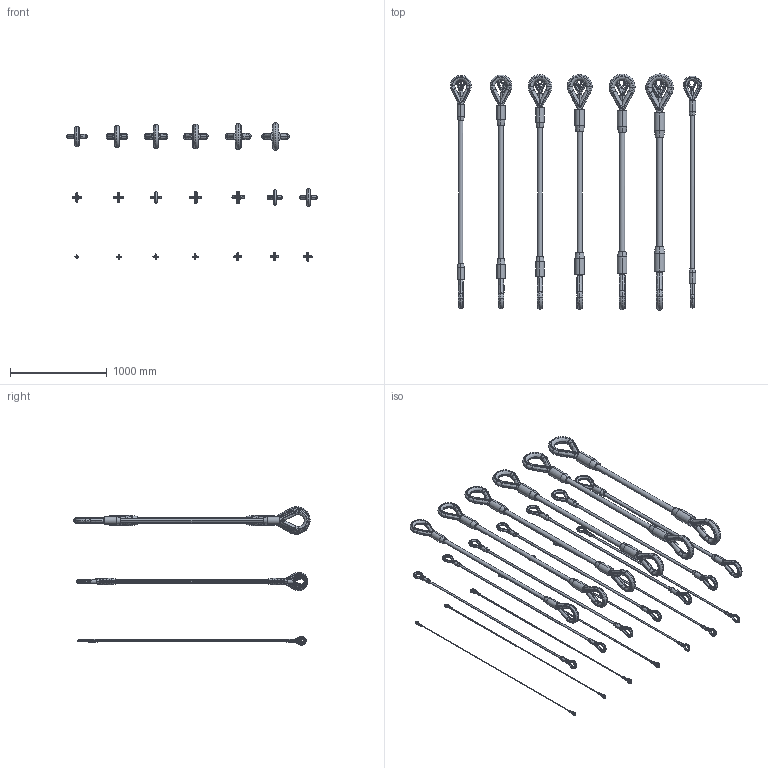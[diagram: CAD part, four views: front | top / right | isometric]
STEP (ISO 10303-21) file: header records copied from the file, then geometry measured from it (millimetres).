
FILE_DESCRIPTION(('FreeCAD Model'),'2;1');
FILE_NAME('Open CASCADE Shape Model','2025-05-05T17:24:52',('FreeCAD'),( 'FreeCAD'),'Open CASCADE STEP processor 7.6','FreeCAD','Unknown');
FILE_SCHEMA(('AUTOMOTIVE_DESIGN { 1 0 10303 214 1 1 1 1 }'));
Products named in the file (1): Open CASCADE STEP translator 7.6 1
Bounding box: 2595.82 x 2443.74 x 1431.18 mm (x, y, z)
Volume: 71405303.5 mm3; surface area: 9730217 mm2
Topology: 100 solids, 100 shells, 2920 faces, 7000 edges, 4200 vertices
Faces by surface type: bspline 2920
Entity records: 92532 total; most frequent: CARTESIAN_POINT 54277, ORIENTED_EDGE 14000, EDGE_CURVE 7000, VERTEX_POINT 4200, B_SPLINE_CURVE_WITH_KNOTS 3040, FACE_BOUND 3000, EDGE_LOOP 3000, ADVANCED_FACE 2920
